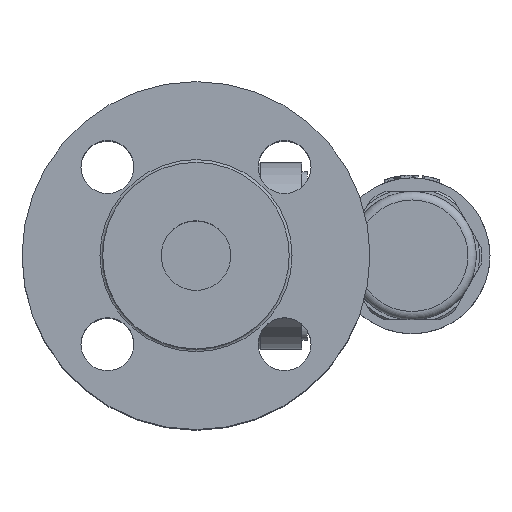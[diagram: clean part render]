
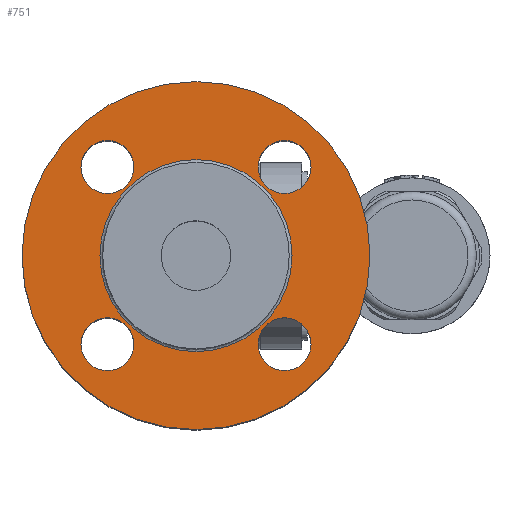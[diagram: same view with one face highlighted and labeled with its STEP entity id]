
A CAD part, top view. The second image highlights one B-rep face of the part: STEP entity #751.
In plain terms, the highlighted planar face has unit normal (0, 0, 1).
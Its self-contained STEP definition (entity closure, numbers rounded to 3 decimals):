
#665=CARTESIAN_POINT('',(34.5,0.0,81.));
#666=VERTEX_POINT('',#665);
#667=CARTESIAN_POINT('',(0.,0.0,81.));
#668=DIRECTION('',(0.0,0.0,1.0));
#669=DIRECTION('',(-1.0,0.0,0.0));
#670=AXIS2_PLACEMENT_3D('',#667,#668,#669);
#671=CIRCLE('',#670,34.5);
#672=EDGE_CURVE('',#666,#666,#671,.T.);
#688=CARTESIAN_POINT('',(48.,0.0,81.));
#689=DIRECTION('',(0.0,0.0,1.0));
#690=DIRECTION('',(1.0,0.0,0.0));
#691=AXIS2_PLACEMENT_3D('',#688,#689,#690);
#692=PLANE('',#691);
#693=CARTESIAN_POINT('',(62.5,0.0,81.));
#694=VERTEX_POINT('',#693);
#695=CARTESIAN_POINT('',(0.,0.0,81.0));
#696=DIRECTION('',(0.0,0.0,1.0));
#697=DIRECTION('',(1.0,0.0,0.0));
#698=AXIS2_PLACEMENT_3D('',#695,#696,#697);
#699=CIRCLE('',#698,62.5);
#700=EDGE_CURVE('',#694,#694,#699,.T.);
#701=ORIENTED_EDGE('',*,*,#700,.T.);
#702=EDGE_LOOP('',(#701));
#703=FACE_OUTER_BOUND('',#702,.T.);
#704=CARTESIAN_POINT('',(41.32,31.82,81.));
#705=VERTEX_POINT('',#704);
#706=CARTESIAN_POINT('',(31.82,31.82,81.));
#707=DIRECTION('',(0.0,0.0,-1.0));
#708=DIRECTION('',(1.0,0.0,0.0));
#709=AXIS2_PLACEMENT_3D('',#706,#707,#708);
#710=CIRCLE('',#709,9.5);
#711=EDGE_CURVE('',#705,#705,#710,.T.);
#712=ORIENTED_EDGE('',*,*,#711,.T.);
#713=EDGE_LOOP('',(#712));
#714=FACE_BOUND('',#713,.T.);
#715=CARTESIAN_POINT('',(-31.82,41.32,81.0));
#716=VERTEX_POINT('',#715);
#717=CARTESIAN_POINT('',(-31.82,31.82,81.));
#718=DIRECTION('',(0.0,0.0,-1.0));
#719=DIRECTION('',(0.0,1.0,0.0));
#720=AXIS2_PLACEMENT_3D('',#717,#718,#719);
#721=CIRCLE('',#720,9.5);
#722=EDGE_CURVE('',#716,#716,#721,.T.);
#723=ORIENTED_EDGE('',*,*,#722,.T.);
#724=EDGE_LOOP('',(#723));
#725=FACE_BOUND('',#724,.T.);
#726=CARTESIAN_POINT('',(-41.32,-31.82,81.0));
#727=VERTEX_POINT('',#726);
#728=CARTESIAN_POINT('',(-31.82,-31.82,81.));
#729=DIRECTION('',(0.0,0.0,-1.0));
#730=DIRECTION('',(-1.0,0.0,0.0));
#731=AXIS2_PLACEMENT_3D('',#728,#729,#730);
#732=CIRCLE('',#731,9.5);
#733=EDGE_CURVE('',#727,#727,#732,.T.);
#734=ORIENTED_EDGE('',*,*,#733,.T.);
#735=EDGE_LOOP('',(#734));
#736=FACE_BOUND('',#735,.T.);
#737=CARTESIAN_POINT('',(31.82,-41.32,81.));
#738=VERTEX_POINT('',#737);
#739=CARTESIAN_POINT('',(31.82,-31.82,81.));
#740=DIRECTION('',(0.0,0.0,-1.0));
#741=DIRECTION('',(0.0,-1.0,0.0));
#742=AXIS2_PLACEMENT_3D('',#739,#740,#741);
#743=CIRCLE('',#742,9.5);
#744=EDGE_CURVE('',#738,#738,#743,.T.);
#745=ORIENTED_EDGE('',*,*,#744,.T.);
#746=EDGE_LOOP('',(#745));
#747=FACE_BOUND('',#746,.T.);
#748=ORIENTED_EDGE('',*,*,#672,.F.);
#749=EDGE_LOOP('',(#748));
#750=FACE_BOUND('',#749,.T.);
#751=ADVANCED_FACE('',(#703,#714,#725,#736,#747,#750),#692,.T.);
